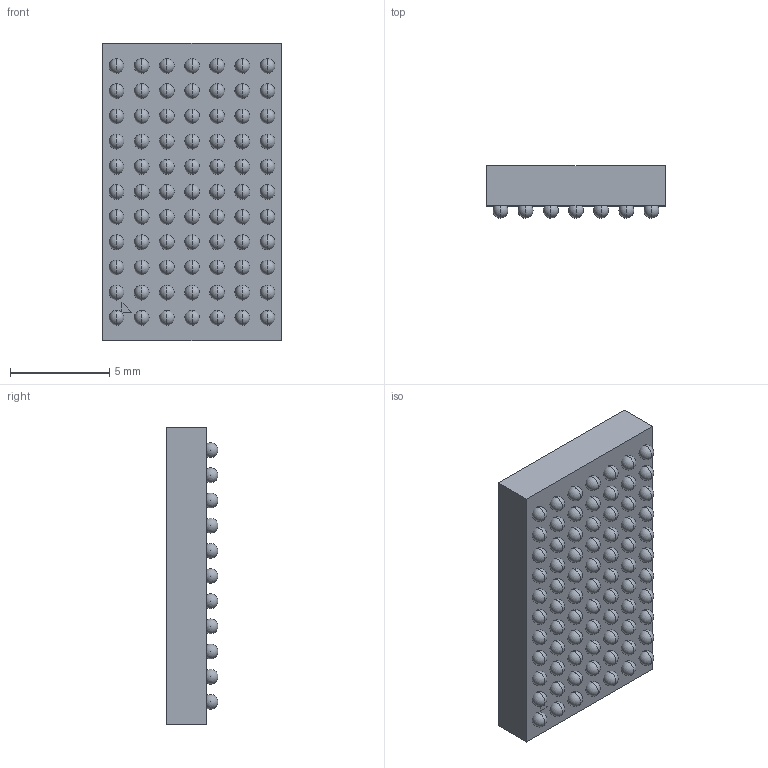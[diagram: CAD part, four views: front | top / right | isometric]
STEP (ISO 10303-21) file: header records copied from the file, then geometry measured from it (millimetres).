
FILE_DESCRIPTION (( 'STEP AP214' ), '1' );
FILE_NAME ('LTM4643EY#PBF.STEP', '2018-05-09T13:34:09', ( '' ), ( '' ), 'SwSTEP 2.0', 'SolidWorks 2017', '' );
FILE_SCHEMA (( 'AUTOMOTIVE_DESIGN' ));
Length unit declared in the file: millimetre
Products named in the file (1): LTM4643EY#PBF
Bounding box: 9 x 2.62 x 15 mm (x, y, z)
Volume: 289.7 mm3; surface area: 504.6 mm2
Topology: 80 solids, 80 shells, 176 faces, 581 edges, 413 vertices
Faces by surface type: sphere 154, plane 18, cylinder 4
Entity records: 6051 total; most frequent: DIRECTION 712, CARTESIAN_POINT 555, ORIENTED_EDGE 392, AXIS2_PLACEMENT_3D 339, UNCERTAINTY_MEASURE_WITH_UNIT 234, PRESENTATION_STYLE_ASSIGNMENT 233, SURFACE_STYLE_FILL_AREA 233, SURFACE_STYLE_USAGE 233
